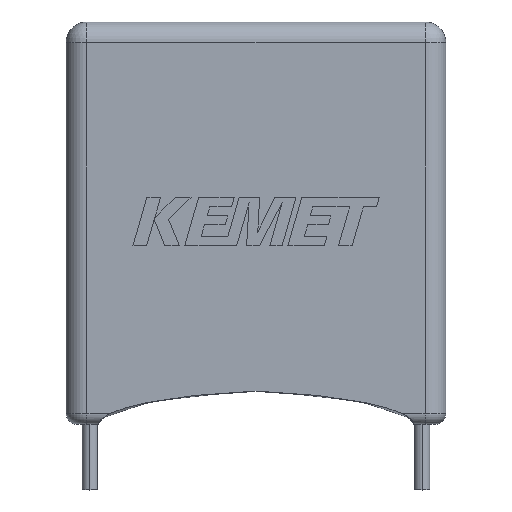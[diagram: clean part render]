
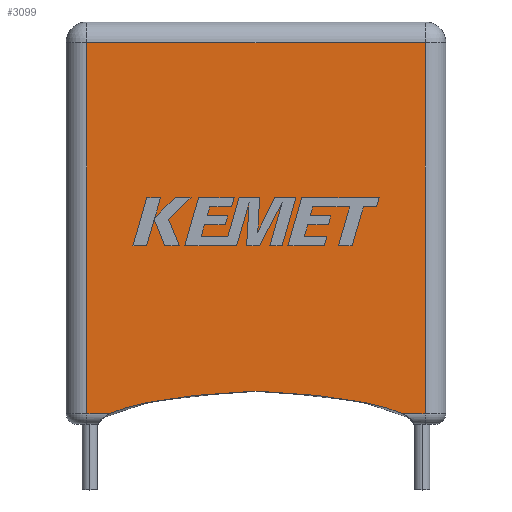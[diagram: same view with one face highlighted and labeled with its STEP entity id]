
A CAD part, top view. The second image highlights one B-rep face of the part: STEP entity #3099.
In plain terms, the highlighted planar face has unit normal (0, 0, 1).
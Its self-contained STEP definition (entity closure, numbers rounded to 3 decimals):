
#208 = CARTESIAN_POINT ( 'NONE',  ( 3.635, 1.236, 7.62 ) ) ;
#330 = AXIS2_PLACEMENT_3D ( 'NONE', #3692, #2084, #1797 ) ;
#391 = FACE_OUTER_BOUND ( 'NONE', #2258, .T. ) ;
#511 = CARTESIAN_POINT ( 'NONE',  ( 2.102, 0.5, 7.62 ) ) ;
#598 = VERTEX_POINT ( 'NONE', #511 ) ;
#697 = B_SPLINE_CURVE_WITH_KNOTS ( 'NONE', 3,
 ( #2554, #1171, #208, #1556 ),
 .UNSPECIFIED., .F., .F.,
 ( 4, 4 ),
 ( 0., 0.83 ),
 .UNSPECIFIED. ) ;
#822 = B_SPLINE_CURVE_WITH_KNOTS ( 'NONE', 3,
 ( #3546, #870, #4135, #1181 ),
 .UNSPECIFIED., .F., .F.,
 ( 4, 4 ),
 ( 0., 0.83 ),
 .UNSPECIFIED. ) ;
#870 = CARTESIAN_POINT ( 'NONE',  ( 10.465, 1.58, 7.62 ) ) ;
#917 = EDGE_CURVE ( 'NONE', #3762, #2627, #1071, .T. ) ;
#927 = LINE ( 'NONE', #4225, #2002 ) ;
#992 = VECTOR ( 'NONE', #3999, 1000. ) ;
#1071 = LINE ( 'NONE', #1735, #992 ) ;
#1145 = CARTESIAN_POINT ( 'NONE',  ( 1., 0., 7.62 ) ) ;
#1171 = CARTESIAN_POINT ( 'NONE',  ( 7.825, 1.58, 7.62 ) ) ;
#1181 = CARTESIAN_POINT ( 'NONE',  ( 16.188, 0.5, 7.62 ) ) ;
#1299 = CARTESIAN_POINT ( 'NONE',  ( 1., 18.36, 7.62 ) ) ;
#1377 = ORIENTED_EDGE ( 'NONE', *, *, #2321, .T. ) ;
#1554 = EDGE_CURVE ( 'NONE', #2627, #3492, #1827, .T. ) ;
#1556 = CARTESIAN_POINT ( 'NONE',  ( 2.102, 0.5, 7.62 ) ) ;
#1598 = DIRECTION ( 'NONE',  ( 0., 1., 0. ) ) ;
#1735 = CARTESIAN_POINT ( 'NONE',  ( 0., 18.36, 7.62 ) ) ;
#1749 = VERTEX_POINT ( 'NONE', #2256 ) ;
#1797 = DIRECTION ( 'NONE',  ( -1., 0., 0. ) ) ;
#1827 = LINE ( 'NONE', #1145, #3731 ) ;
#1860 = DIRECTION ( 'NONE',  ( 1., 0., 0. ) ) ;
#1869 = ORIENTED_EDGE ( 'NONE', *, *, #3435, .T. ) ;
#1889 = EDGE_CURVE ( 'NONE', #3537, #1749, #822, .T. ) ;
#2002 = VECTOR ( 'NONE', #1598, 1000. ) ;
#2084 = DIRECTION ( 'NONE',  ( 0., 0., -1. ) ) ;
#2098 = CARTESIAN_POINT ( 'NONE',  ( 1., 0.5, 7.62 ) ) ;
#2223 = CARTESIAN_POINT ( 'NONE',  ( 9.145, 1.58, 7.62 ) ) ;
#2256 = CARTESIAN_POINT ( 'NONE',  ( 16.188, 0.5, 7.62 ) ) ;
#2258 = EDGE_LOOP ( 'NONE', ( #2923, #1869, #1377, #2488, #2755, #3316, #3898 ) ) ;
#2268 = VECTOR ( 'NONE', #3400, 1000. ) ;
#2321 = EDGE_CURVE ( 'NONE', #3384, #3762, #927, .T. ) ;
#2488 = ORIENTED_EDGE ( 'NONE', *, *, #917, .T. ) ;
#2554 = CARTESIAN_POINT ( 'NONE',  ( 9.145, 1.58, 7.62 ) ) ;
#2627 = VERTEX_POINT ( 'NONE', #1299 ) ;
#2755 = ORIENTED_EDGE ( 'NONE', *, *, #1554, .T. ) ;
#2916 = LINE ( 'NONE', #3804, #2952 ) ;
#2923 = ORIENTED_EDGE ( 'NONE', *, *, #1889, .T. ) ;
#2952 = VECTOR ( 'NONE', #1860, 1000. ) ;
#2964 = EDGE_CURVE ( 'NONE', #3537, #598, #697, .T. ) ;
#3099 = ADVANCED_FACE ( 'NONE', ( #391 ), #3670, .F. ) ;
#3129 = DIRECTION ( 'NONE',  ( 0., -1., 0. ) ) ;
#3316 = ORIENTED_EDGE ( 'NONE', *, *, #3617, .T. ) ;
#3364 = CARTESIAN_POINT ( 'NONE',  ( 17.29, 0.5, 7.62 ) ) ;
#3384 = VERTEX_POINT ( 'NONE', #3364 ) ;
#3400 = DIRECTION ( 'NONE',  ( 1., 0., 0. ) ) ;
#3435 = EDGE_CURVE ( 'NONE', #1749, #3384, #4094, .T. ) ;
#3492 = VERTEX_POINT ( 'NONE', #2098 ) ;
#3537 = VERTEX_POINT ( 'NONE', #2223 ) ;
#3546 = CARTESIAN_POINT ( 'NONE',  ( 9.145, 1.58, 7.62 ) ) ;
#3617 = EDGE_CURVE ( 'NONE', #3492, #598, #2916, .T. ) ;
#3670 = PLANE ( 'NONE',  #330 ) ;
#3692 = CARTESIAN_POINT ( 'NONE',  ( 0., 0., 7.62 ) ) ;
#3731 = VECTOR ( 'NONE', #3129, 1000. ) ;
#3762 = VERTEX_POINT ( 'NONE', #4067 ) ;
#3804 = CARTESIAN_POINT ( 'NONE',  ( 0., 0.5, 7.62 ) ) ;
#3898 = ORIENTED_EDGE ( 'NONE', *, *, #2964, .F. ) ;
#3999 = DIRECTION ( 'NONE',  ( -1., 0., 0. ) ) ;
#4019 = CARTESIAN_POINT ( 'NONE',  ( 0., 0.5, 7.62 ) ) ;
#4067 = CARTESIAN_POINT ( 'NONE',  ( 17.29, 18.36, 7.62 ) ) ;
#4094 = LINE ( 'NONE', #4019, #2268 ) ;
#4135 = CARTESIAN_POINT ( 'NONE',  ( 14.655, 1.236, 7.62 ) ) ;
#4225 = CARTESIAN_POINT ( 'NONE',  ( 17.29, 0., 7.62 ) ) ;
